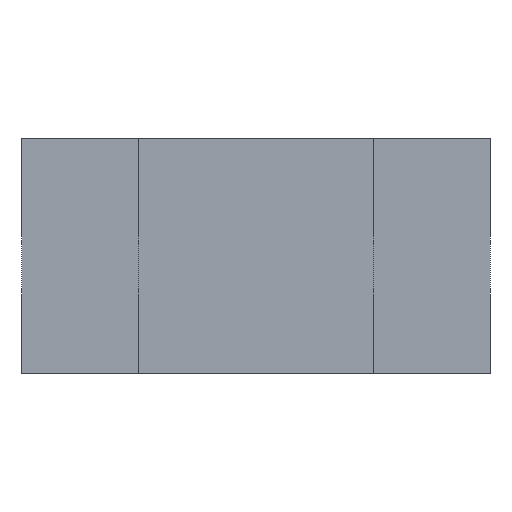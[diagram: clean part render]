
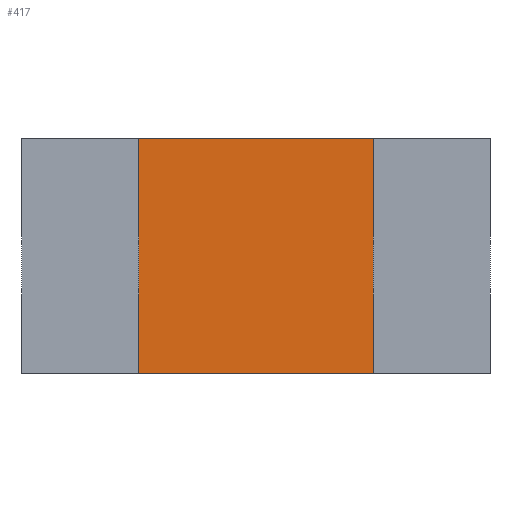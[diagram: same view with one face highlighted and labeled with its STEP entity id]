
A CAD part, front view. The second image highlights one B-rep face of the part: STEP entity #417.
In plain terms, the highlighted planar face has unit normal (0, -1, 0).
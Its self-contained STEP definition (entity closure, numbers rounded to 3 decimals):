
#87 = DIRECTION ( 'NONE',  ( 1., 0., 0. ) ) ;
#89 = VECTOR ( 'NONE', #533, 1000. ) ;
#110 = VERTEX_POINT ( 'NONE', #275 ) ;
#135 = CARTESIAN_POINT ( 'NONE',  ( -3., 30., 6. ) ) ;
#156 = CARTESIAN_POINT ( 'NONE',  ( 3., 30., 6. ) ) ;
#195 = CARTESIAN_POINT ( 'NONE',  ( -3., 30., 0. ) ) ;
#196 = VERTEX_POINT ( 'NONE', #615 ) ;
#197 = VERTEX_POINT ( 'NONE', #430 ) ;
#230 = ORIENTED_EDGE ( 'NONE', *, *, #636, .T. ) ;
#242 = LINE ( 'NONE', #587, #332 ) ;
#248 = VECTOR ( 'NONE', #87, 1000. ) ;
#249 = FACE_OUTER_BOUND ( 'NONE', #728, .T. ) ;
#253 = EDGE_CURVE ( 'NONE', #110, #197, #664, .T. ) ;
#275 = CARTESIAN_POINT ( 'NONE',  ( 3., 30., 6. ) ) ;
#296 = AXIS2_PLACEMENT_3D ( 'NONE', #357, #534, #693 ) ;
#298 = VERTEX_POINT ( 'NONE', #398 ) ;
#304 = DIRECTION ( 'NONE',  ( 1., 0., 0. ) ) ;
#306 = LINE ( 'NONE', #135, #89 ) ;
#316 = DIRECTION ( 'NONE',  ( 0., 0., -1. ) ) ;
#319 = VECTOR ( 'NONE', #316, 1000. ) ;
#332 = VECTOR ( 'NONE', #304, 1000. ) ;
#357 = CARTESIAN_POINT ( 'NONE',  ( -3., 30., 6. ) ) ;
#398 = CARTESIAN_POINT ( 'NONE',  ( -3., 30., 6. ) ) ;
#410 = LINE ( 'NONE', #195, #248 ) ;
#417 = ADVANCED_FACE ( 'NONE', ( #249 ), #472, .F. ) ;
#422 = EDGE_CURVE ( 'NONE', #196, #197, #410, .T. ) ;
#430 = CARTESIAN_POINT ( 'NONE',  ( 3., 30., 0. ) ) ;
#472 = PLANE ( 'NONE',  #296 ) ;
#503 = EDGE_CURVE ( 'NONE', #298, #110, #242, .T. ) ;
#533 = DIRECTION ( 'NONE',  ( 0., 0., -1. ) ) ;
#534 = DIRECTION ( 'NONE',  ( 0., 1., 0. ) ) ;
#554 = ORIENTED_EDGE ( 'NONE', *, *, #422, .T. ) ;
#565 = ORIENTED_EDGE ( 'NONE', *, *, #253, .F. ) ;
#587 = CARTESIAN_POINT ( 'NONE',  ( -3., 30., 6. ) ) ;
#596 = ORIENTED_EDGE ( 'NONE', *, *, #503, .F. ) ;
#615 = CARTESIAN_POINT ( 'NONE',  ( -3., 30., 0. ) ) ;
#636 = EDGE_CURVE ( 'NONE', #298, #196, #306, .T. ) ;
#664 = LINE ( 'NONE', #156, #319 ) ;
#693 = DIRECTION ( 'NONE',  ( 0., 0., 1. ) ) ;
#728 = EDGE_LOOP ( 'NONE', ( #554, #565, #596, #230 ) ) ;
